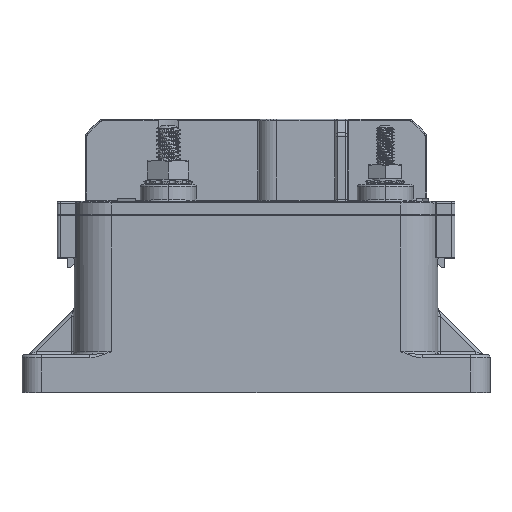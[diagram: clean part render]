
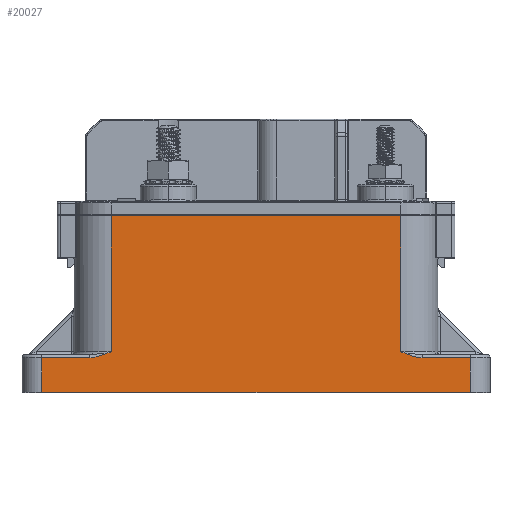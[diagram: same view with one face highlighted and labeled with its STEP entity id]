
A CAD part, top view. The second image highlights one B-rep face of the part: STEP entity #20027.
In plain terms, the highlighted planar face has unit normal (0, 0, 1).
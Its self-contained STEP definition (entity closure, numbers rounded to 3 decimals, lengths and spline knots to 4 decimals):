
#854 = ORIENTED_EDGE ( 'NONE', *, *, #37274, .F. ) ;
#1430 = ORIENTED_EDGE ( 'NONE', *, *, #51576, .T. ) ;
#3542 = CARTESIAN_POINT ( 'NONE',  ( 0.6962, -0.3105, 0.595 ) ) ;
#3791 = ORIENTED_EDGE ( 'NONE', *, *, #4231, .T. ) ;
#3863 = ORIENTED_EDGE ( 'NONE', *, *, #76573, .F. ) ;
#4231 = EDGE_CURVE ( 'NONE', #73179, #34316, #65768, .T. ) ;
#4333 = LINE ( 'NONE', #46192, #56047 ) ;
#4525 = CARTESIAN_POINT ( 'NONE',  ( -1.729, -0.332, 0.595 ) ) ;
#4707 = DIRECTION ( 'NONE',  ( -1., 0., 0. ) ) ;
#4931 = CARTESIAN_POINT ( 'NONE',  ( -1.314, -0.311, 0.595 ) ) ;
#5683 = EDGE_CURVE ( 'NONE', #32721, #73179, #63496, .T. ) ;
#6745 = DIRECTION ( 'NONE',  ( 1., 0., 0. ) ) ;
#8499 = CARTESIAN_POINT ( 'NONE',  ( -1.269, -0.292, 0.595 ) ) ;
#9489 = CARTESIAN_POINT ( 'NONE',  ( -1.729, -0.332, 0.595 ) ) ;
#9998 = CARTESIAN_POINT ( 'NONE',  ( 0.651, 0.608, 0.595 ) ) ;
#10322 = CARTESIAN_POINT ( 'NONE',  ( 0.6622, -0.2967, 0.595 ) ) ;
#11582 = LINE ( 'NONE', #76542, #27401 ) ;
#11782 = EDGE_CURVE ( 'NONE', #57785, #28405, #56874, .T. ) ;
#11962 = VECTOR ( 'NONE', #41016, 39.3701 ) ;
#14580 = FACE_OUTER_BOUND ( 'NONE', #70833, .T. ) ;
#16458 = VERTEX_POINT ( 'NONE', #43927 ) ;
#16462 = VECTOR ( 'NONE', #60147, 39.3701 ) ;
#18462 = CARTESIAN_POINT ( 'NONE',  ( -1.2915, -0.3015, 0.595 ) ) ;
#19073 = CARTESIAN_POINT ( 'NONE',  ( 1.111, -0.332, 0.595 ) ) ;
#20027 = ADVANCED_FACE ( 'NONE', ( #14580 ), #87420, .T. ) ;
#21888 = ORIENTED_EDGE ( 'NONE', *, *, #77853, .T. ) ;
#23872 = DIRECTION ( 'NONE',  ( -1., 0., 0. ) ) ;
#27353 = EDGE_CURVE ( 'NONE', #57785, #32721, #41113, .T. ) ;
#27401 = VECTOR ( 'NONE', #36138, 39.3701 ) ;
#28405 = VERTEX_POINT ( 'NONE', #56070 ) ;
#28583 = EDGE_CURVE ( 'NONE', #60478, #60615, #53023, .T. ) ;
#29365 = VECTOR ( 'NONE', #23872, 39.3701 ) ;
#30371 = CARTESIAN_POINT ( 'NONE',  ( 0.791, -0.332, 0.595 ) ) ;
#30992 = CARTESIAN_POINT ( 'NONE',  ( -1.409, -0.332, 0.595 ) ) ;
#31095 = CARTESIAN_POINT ( 'NONE',  ( 0.791, -0.332, 0.595 ) ) ;
#32046 = CARTESIAN_POINT ( 'NONE',  ( -1.3489, -0.3224, 0.595 ) ) ;
#32721 = VERTEX_POINT ( 'NONE', #30992 ) ;
#32804 = ORIENTED_EDGE ( 'NONE', *, *, #27353, .T. ) ;
#34316 = VERTEX_POINT ( 'NONE', #45025 ) ;
#36138 = DIRECTION ( 'NONE',  ( 0., -1., 0. ) ) ;
#37136 = CARTESIAN_POINT ( 'NONE',  ( 0.7427, -0.3257, 0.595 ) ) ;
#37274 = EDGE_CURVE ( 'NONE', #16458, #34316, #85999, .T. ) ;
#37665 = VERTEX_POINT ( 'NONE', #19073 ) ;
#38808 = CARTESIAN_POINT ( 'NONE',  ( -1.3846, -0.3305, 0.595 ) ) ;
#41016 = DIRECTION ( 'NONE',  ( 0., -1., 0. ) ) ;
#41113 = B_SPLINE_CURVE_WITH_KNOTS ( 'NONE', 3,
 ( #72439, #18462, #4931, #32046, #79196, #38808, #85915, #45618 ),
 .UNSPECIFIED., .F., .F.,
 ( 4, 2, 2, 4 ),
 ( 0., 0.0018, 0.0028, 0.0037 ),
 .UNSPECIFIED. ) ;
#41309 = ORIENTED_EDGE ( 'NONE', *, *, #28583, .T. ) ;
#43905 = CARTESIAN_POINT ( 'NONE',  ( 0.7077, -0.3148, 0.595 ) ) ;
#43927 = CARTESIAN_POINT ( 'NONE',  ( 1.111, -0.562, 0.595 ) ) ;
#45025 = CARTESIAN_POINT ( 'NONE',  ( -1.729, -0.562, 0.595 ) ) ;
#45082 = CARTESIAN_POINT ( 'NONE',  ( 0.752, -0.332, 0.595 ) ) ;
#45618 = CARTESIAN_POINT ( 'NONE',  ( -1.409, -0.332, 0.595 ) ) ;
#46192 = CARTESIAN_POINT ( 'NONE',  ( 0.651, -2.4124, 0.595 ) ) ;
#46462 = DIRECTION ( 'NONE',  ( 0., 1., 0. ) ) ;
#46822 = VECTOR ( 'NONE', #4707, 39.3701 ) ;
#47160 = DIRECTION ( 'NONE',  ( 0., 0., 1. ) ) ;
#47343 = LINE ( 'NONE', #77527, #29365 ) ;
#47718 = VECTOR ( 'NONE', #51712, 39.3701 ) ;
#49209 = EDGE_CURVE ( 'NONE', #37665, #60478, #82606, .T. ) ;
#49567 = DIRECTION ( 'NONE',  ( 0., 1., 0. ) ) ;
#50735 = CARTESIAN_POINT ( 'NONE',  ( 0.6735, -0.3015, 0.595 ) ) ;
#51576 = EDGE_CURVE ( 'NONE', #60615, #85035, #4333, .T. ) ;
#51712 = DIRECTION ( 'NONE',  ( -1., 0., 0. ) ) ;
#53023 = B_SPLINE_CURVE_WITH_KNOTS ( 'NONE', 3,
 ( #30371, #70757, #77535, #37136, #84234, #43905, #3542, #50735, #10322, #57528 ),
 .UNSPECIFIED., .F., .F.,
 ( 4, 2, 2, 2, 4 ),
 ( 0., 0.0009, 0.0019, 0.0028, 0.0037 ),
 .UNSPECIFIED. ) ;
#53389 = CARTESIAN_POINT ( 'NONE',  ( 0.651, -0.562, 0.595 ) ) ;
#53650 = CARTESIAN_POINT ( 'NONE',  ( -1.269, -2.4124, 0.595 ) ) ;
#56047 = VECTOR ( 'NONE', #46462, 39.3701 ) ;
#56070 = CARTESIAN_POINT ( 'NONE',  ( -1.269, 0.608, 0.595 ) ) ;
#56162 = AXIS2_PLACEMENT_3D ( 'NONE', #53650, #47160, #6745 ) ;
#56874 = LINE ( 'NONE', #76368, #74788 ) ;
#57528 = CARTESIAN_POINT ( 'NONE',  ( 0.651, -0.292, 0.595 ) ) ;
#57785 = VERTEX_POINT ( 'NONE', #8499 ) ;
#60147 = DIRECTION ( 'NONE',  ( -1., 0., 0. ) ) ;
#60478 = VERTEX_POINT ( 'NONE', #31095 ) ;
#60615 = VERTEX_POINT ( 'NONE', #66162 ) ;
#61084 = CARTESIAN_POINT ( 'NONE',  ( -1.729, 0.311, 0.595 ) ) ;
#63496 = LINE ( 'NONE', #4525, #47718 ) ;
#63866 = ORIENTED_EDGE ( 'NONE', *, *, #11782, .F. ) ;
#65034 = ORIENTED_EDGE ( 'NONE', *, *, #5683, .T. ) ;
#65768 = LINE ( 'NONE', #61084, #11962 ) ;
#66162 = CARTESIAN_POINT ( 'NONE',  ( 0.651, -0.292, 0.595 ) ) ;
#70757 = CARTESIAN_POINT ( 'NONE',  ( 0.7787, -0.332, 0.595 ) ) ;
#70833 = EDGE_LOOP ( 'NONE', ( #63866, #32804, #65034, #3791, #854, #3863, #85011, #41309, #1430, #21888 ) ) ;
#72439 = CARTESIAN_POINT ( 'NONE',  ( -1.269, -0.292, 0.595 ) ) ;
#73179 = VERTEX_POINT ( 'NONE', #9489 ) ;
#74788 = VECTOR ( 'NONE', #49567, 39.3701 ) ;
#76368 = CARTESIAN_POINT ( 'NONE',  ( -1.269, -2.4124, 0.595 ) ) ;
#76542 = CARTESIAN_POINT ( 'NONE',  ( 1.111, 0.311, 0.595 ) ) ;
#76573 = EDGE_CURVE ( 'NONE', #37665, #16458, #11582, .T. ) ;
#77527 = CARTESIAN_POINT ( 'NONE',  ( -1.269, 0.608, 0.595 ) ) ;
#77535 = CARTESIAN_POINT ( 'NONE',  ( 0.7666, -0.3305, 0.595 ) ) ;
#77853 = EDGE_CURVE ( 'NONE', #85035, #28405, #47343, .T. ) ;
#79196 = CARTESIAN_POINT ( 'NONE',  ( -1.3607, -0.3257, 0.595 ) ) ;
#82606 = LINE ( 'NONE', #45082, #46822 ) ;
#84234 = CARTESIAN_POINT ( 'NONE',  ( 0.7309, -0.3224, 0.595 ) ) ;
#85011 = ORIENTED_EDGE ( 'NONE', *, *, #49209, .T. ) ;
#85035 = VERTEX_POINT ( 'NONE', #9998 ) ;
#85915 = CARTESIAN_POINT ( 'NONE',  ( -1.3967, -0.332, 0.595 ) ) ;
#85999 = LINE ( 'NONE', #53389, #16462 ) ;
#87420 = PLANE ( 'NONE',  #56162 ) ;
